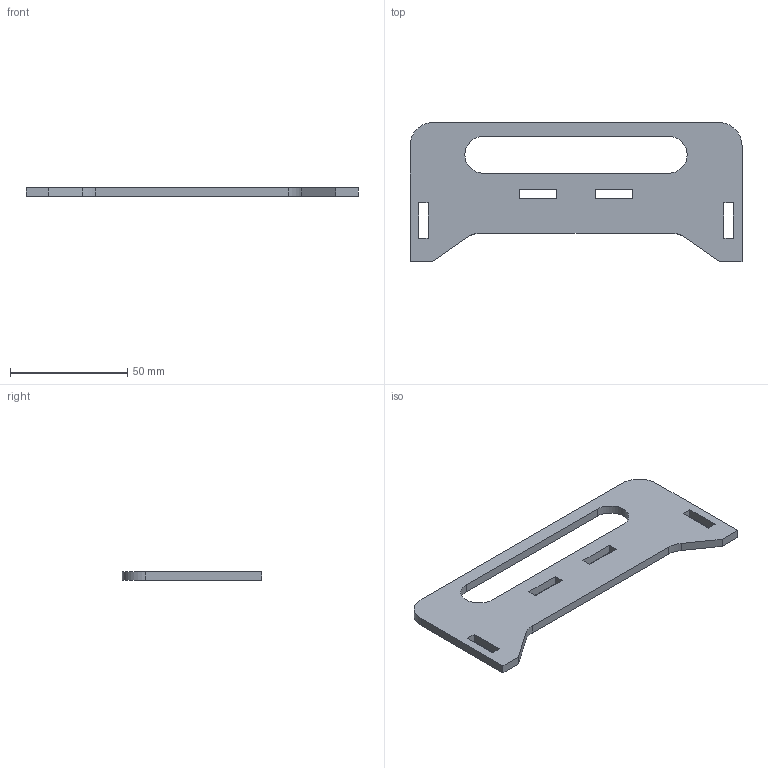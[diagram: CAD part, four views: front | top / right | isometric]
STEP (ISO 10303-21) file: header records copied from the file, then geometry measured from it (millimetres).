
FILE_DESCRIPTION (( 'STEP AP203' ), '1' );
FILE_NAME ('standcasing_Default_sldprt.STEP', '2022-03-14T14:40:05', ( '' ), ( '' ), 'SwSTEP 2.0', 'SolidWorks 2020', '' );
FILE_SCHEMA (( 'CONFIG_CONTROL_DESIGN' ));
Length unit declared in the file: millimetre
Products named in the file (1): standcasing_Default_sldprt
Bounding box: 141.6 x 59.4 x 3.7 mm (x, y, z)
Volume: 20023.2 mm3; surface area: 13655.1 mm2
Topology: 1 solids, 1 shells, 35 faces, 99 edges, 66 vertices
Faces by surface type: plane 28, cylinder 7
Entity records: 1224 total; most frequent: CARTESIAN_POINT 201, ORIENTED_EDGE 198, DIRECTION 185, EDGE_CURVE 99, LINE 85, VECTOR 85, VERTEX_POINT 66, AXIS2_PLACEMENT_3D 50
